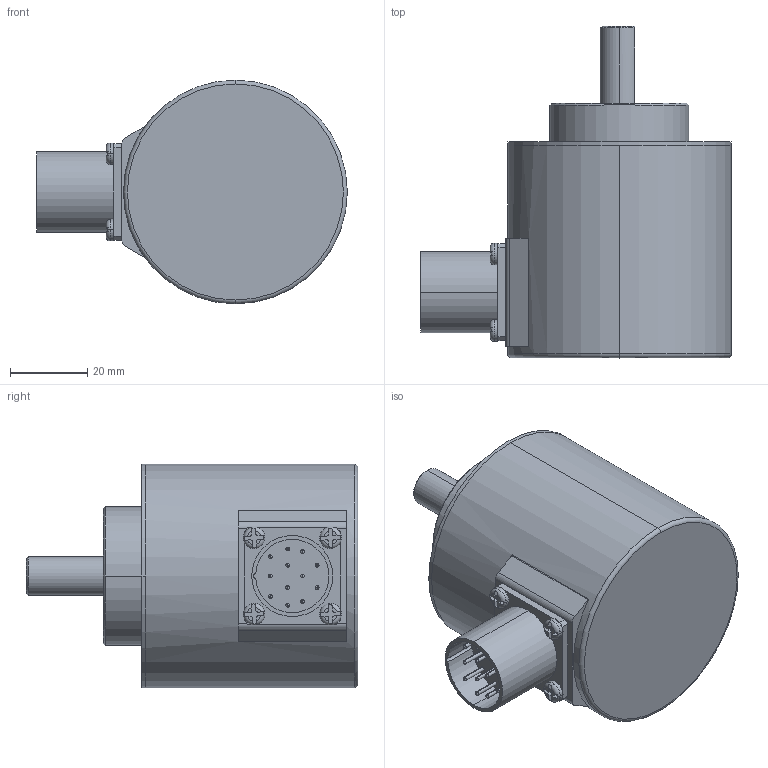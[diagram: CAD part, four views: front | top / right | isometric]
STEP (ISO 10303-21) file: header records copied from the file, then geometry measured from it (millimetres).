
FILE_DESCRIPTION (( 'STEP AP203' ), '1' );
FILE_NAME ('EAC58C10-GS6XTR-4096EU.STEP', '2023-08-22T06:35:09', ( '微软用户' ), ( '微软中国' ), 'SwSTEP 2.0', 'SolidWorks 2011', '' );
FILE_SCHEMA (( 'CONFIG_CONTROL_DESIGN' ));
Length unit declared in the file: millimetre
Products named in the file (7): M3X6坋趼攫芛蹟隊; EAC58C10-GS6XTR-4096EU; E41330188B-2_Default; E41340065A-1; 6000粣創; E41320344A-0_Default; M23 12渀諉脣璃
Assembly tree (9 placements, depth 2):
  EAC58C10-GS6XTR-4096EU
    E41330188B-2_Default
    M3X6坋趼攫芛蹟隊  x4
    E41320344A-0_Default
    M23 12渀諉脣璃
    E41340065A-1
    6000粣創
Bounding box: 80.5 x 86 x 58 mm (x, y, z)
Volume: 56592.6 mm3; surface area: 43297.9 mm2
Topology: 9 solids, 9 shells, 330 faces, 768 edges, 491 vertices
Faces by surface type: cylinder 141, plane 134, torus 36, cone 19
Entity records: 7962 total; most frequent: CARTESIAN_POINT 1492, DIRECTION 1321, ORIENTED_EDGE 1068, AXIS2_PLACEMENT_3D 558, EDGE_CURVE 534, VERTEX_POINT 341, CIRCLE 303, EDGE_LOOP 303
